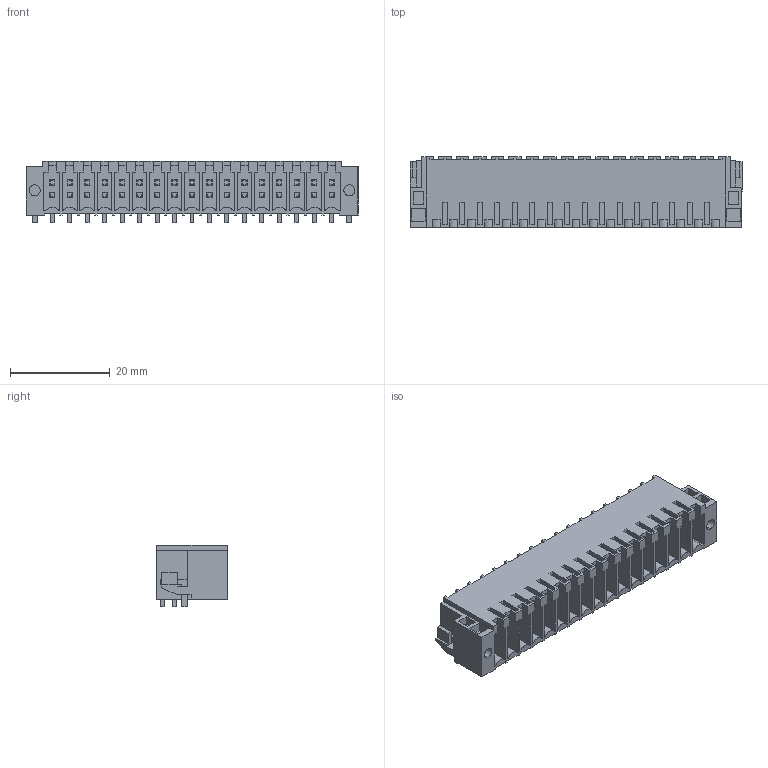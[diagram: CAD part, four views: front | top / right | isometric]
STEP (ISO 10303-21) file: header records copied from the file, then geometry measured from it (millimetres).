
FILE_DESCRIPTION(('CATIA V5 STEP Exchange','CAx-IF Rec.Pracs.--- Model Styling and Organization---1.4--- 2014-01-23'),'2;1');
FILE_NAME ('D1450687_1', '2021-06-30T09:24:06+00:00', ('none'), ('Weidmueller'), 'CATIA Version 5-6 Release 2016 SP3 HF44', 'CATIA V5 STEP AP214', 'none');
FILE_SCHEMA(('AUTOMOTIVE_DESIGN { 1 0 10303 214 1 1 1 1 }'));
Length unit declared in the file: millimetre
Products named in the file (1): 1290010000
Bounding box: 66.5 x 14.2 x 12.3 mm (x, y, z)
Volume: 5152.5 mm3; surface area: 11083.3 mm2
Topology: 37 solids, 37 shells, 1341 faces, 3765 edges, 2533 vertices
Faces by surface type: plane 1303, cylinder 38
Entity records: 38828 total; most frequent: ORIENTED_EDGE 7530, CARTESIAN_POINT 7101, DIRECTION 4877, EDGE_CURVE 3765, VECTOR 3687, LINE 3687, VERTEX_POINT 2533, EDGE_LOOP 1448
